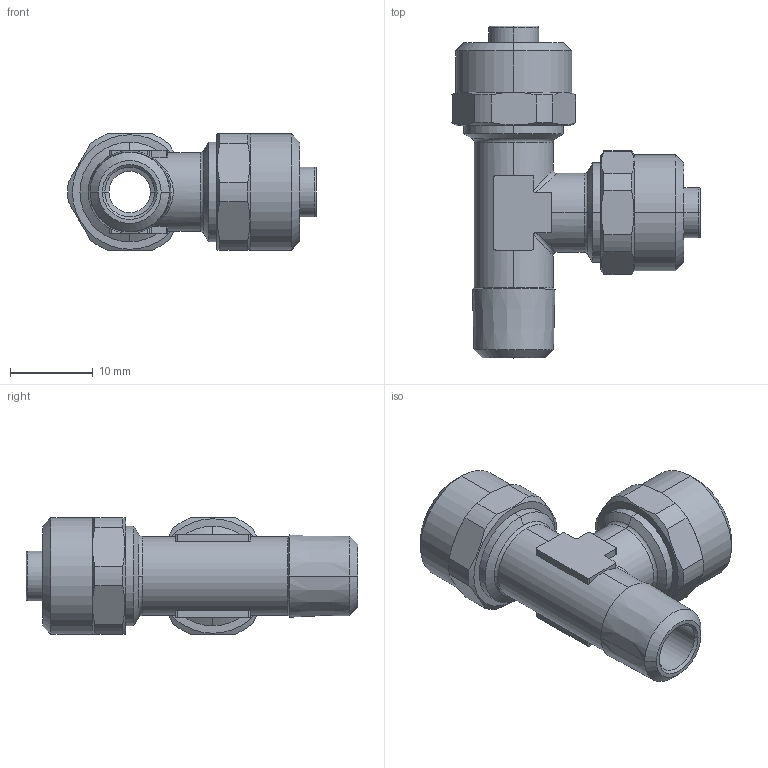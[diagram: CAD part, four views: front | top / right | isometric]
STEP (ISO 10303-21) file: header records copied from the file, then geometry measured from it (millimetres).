
FILE_DESCRIPTION (( 'STEP AP203' ), '1' );
FILE_NAME ('02110041.STEP', '2011-09-29T12:25:32', ( '' ), ( 'sopra-pneumatic' ), 'SwSTEP 2.0', 'SolidWorks 2011', '' );
FILE_SCHEMA (( 'CONFIG_CONTROL_DESIGN' ));
Length unit declared in the file: millimetre
Products named in the file (1): 02110041
Bounding box: 29.99 x 40 x 14 mm (x, y, z)
Volume: 4393.1 mm3; surface area: 3553.8 mm2
Topology: 1 solids, 1 shells, 150 faces, 377 edges, 234 vertices
Faces by surface type: cylinder 59, cone 42, plane 39, torus 8, bspline 2
Entity records: 4863 total; most frequent: CARTESIAN_POINT 1211, DIRECTION 763, ORIENTED_EDGE 754, EDGE_CURVE 377, AXIS2_PLACEMENT_3D 309, VERTEX_POINT 234, CIRCLE 160, EDGE_LOOP 159
